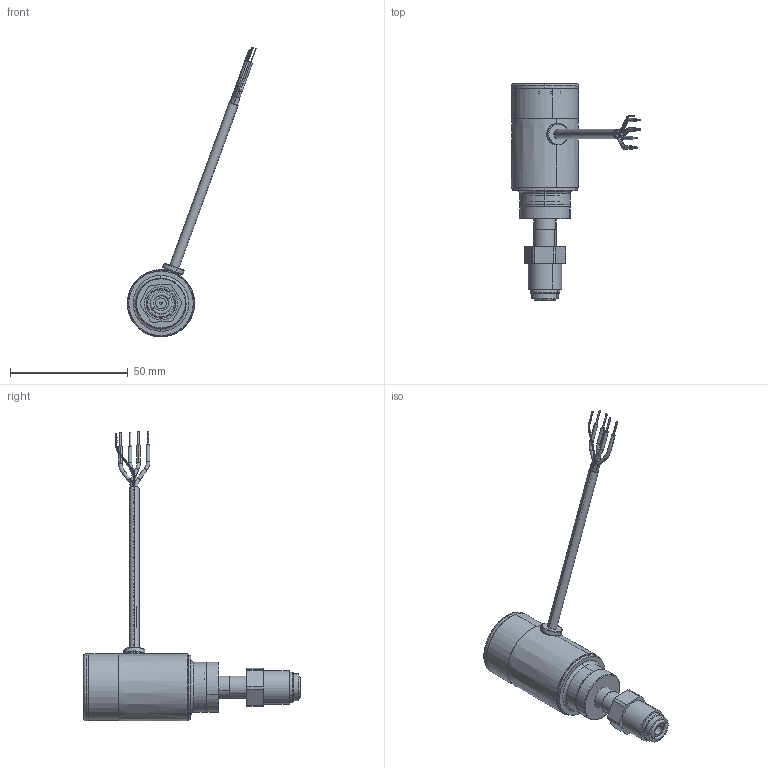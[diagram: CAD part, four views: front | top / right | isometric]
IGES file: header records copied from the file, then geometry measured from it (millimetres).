
Start section: SolidWorks IGES file using analytic representation for surfaces
Global section: file name: GID-P-SM.IGS; native system: SolidWorks 2020; preprocessor: SolidWorks 2020; author: CFehr; date: 210308.150653; units: inch
Bounding box: 54.96 x 92.21 x 123.28 mm (x, y, z)
Volume: 17080.7 mm3; surface area: 24817.7 mm2
Topology: 17 solids, 17 shells, 850 faces, 2119 edges, 1401 vertices
Faces by surface type: plane 481, revolution 188, bspline 181
